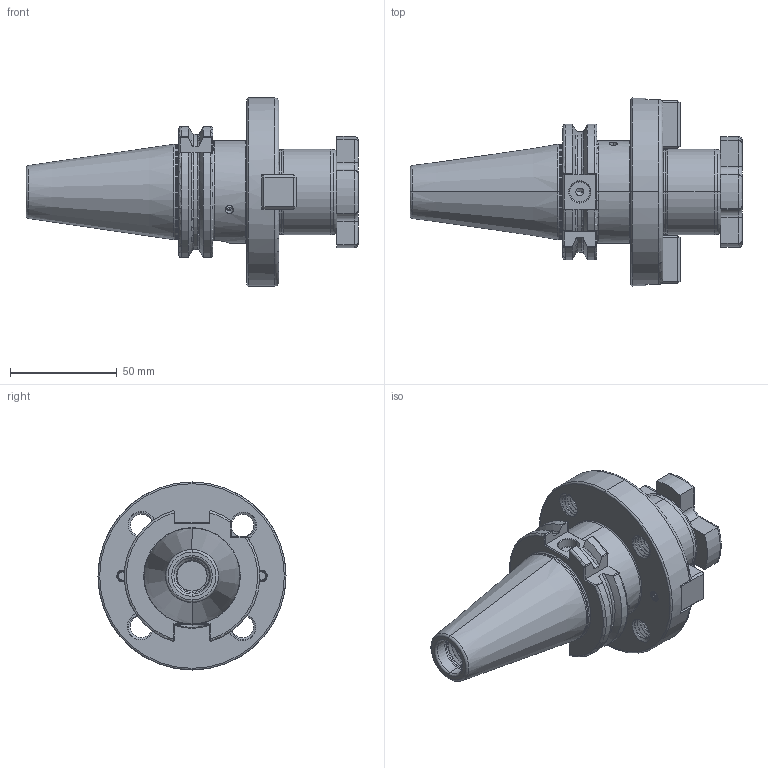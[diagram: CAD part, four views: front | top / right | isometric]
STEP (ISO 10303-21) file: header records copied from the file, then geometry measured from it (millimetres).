
FILE_DESCRIPTION (( 'STEP AP203' ), '1' );
FILE_NAME ('402.11.40.STEP', '2016-11-26T06:02:02', ( '' ), ( '' ), 'SwSTEP 2.0', 'SolidWorks 2012', '' );
FILE_SCHEMA (( 'CONFIG_CONTROL_DESIGN' ));
Products named in the file (5): 102.11.32_M5xP0.8-14L; 402.11.40; 十字螺絲FMB40; 面銑刀墊塊40
Assembly tree (6 placements, depth 2):
  402.11.40
    402.11.40
    十字螺絲FMB40
    面銑刀墊塊40  x2
    102.11.32_M5xP0.8-14L  x2
Bounding box: 155.4 x 88 x 88 mm (x, y, z)
Volume: 253260.1 mm3; surface area: 63345.9 mm2
Topology: 6 solids, 6 shells, 674 faces, 1771 edges, 1107 vertices
Faces by surface type: cylinder 326, plane 158, cone 74, torus 66, bspline 50
Entity records: 40275 total; most frequent: CARTESIAN_POINT 27080, ORIENTED_EDGE 3038, DIRECTION 2264, EDGE_CURVE 1519, VERTEX_POINT 962, AXIS2_PLACEMENT_3D 863, EDGE_LOOP 607, FACE_OUTER_BOUND 574
